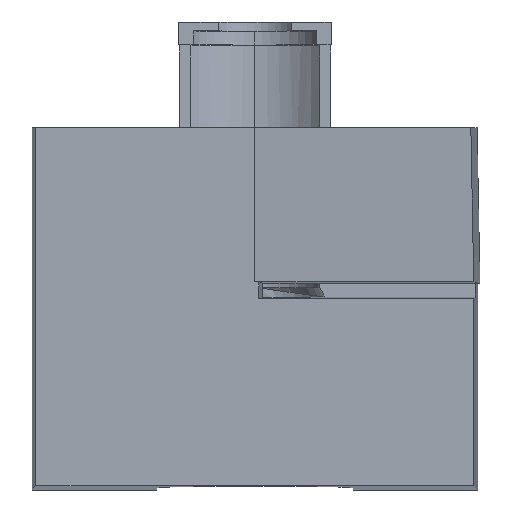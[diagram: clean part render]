
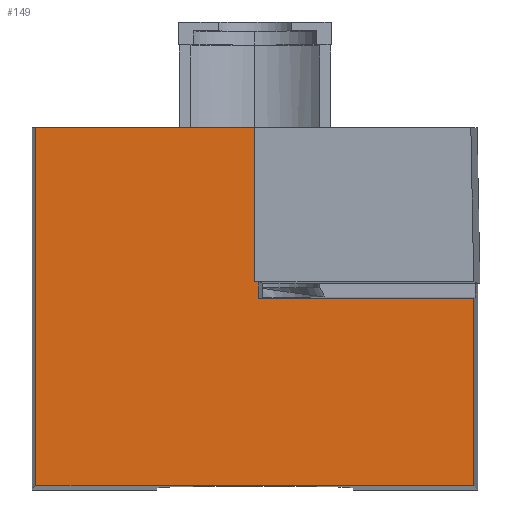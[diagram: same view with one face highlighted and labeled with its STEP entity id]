
A CAD part, top view. The second image highlights one B-rep face of the part: STEP entity #149.
In plain terms, the highlighted planar face has unit normal (0, 0, 1).
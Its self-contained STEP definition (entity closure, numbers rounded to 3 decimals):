
#149=ADVANCED_FACE('',(#357),#358,.T.);
#357=FACE_OUTER_BOUND('',#619,.T.);
#358=PLANE('',#620);
#619=EDGE_LOOP('',(#1025,#1026,#1027,#1028,#1029,#1030,#1031,#1032));
#620=AXIS2_PLACEMENT_3D('',#1033,#1034,#1035);
#1025=ORIENTED_EDGE('',*,*,#1753,.T.);
#1026=ORIENTED_EDGE('',*,*,#1700,.F.);
#1027=ORIENTED_EDGE('',*,*,#1751,.F.);
#1028=ORIENTED_EDGE('',*,*,#1743,.F.);
#1029=ORIENTED_EDGE('',*,*,#1754,.T.);
#1030=ORIENTED_EDGE('',*,*,#1755,.T.);
#1031=ORIENTED_EDGE('',*,*,#1756,.T.);
#1032=ORIENTED_EDGE('',*,*,#1757,.F.);
#1033=CARTESIAN_POINT('',(-20.,-0.5,10.5));
#1034=DIRECTION('',(0.0,0.0,1.0));
#1035=DIRECTION('',(0.0,-1.0,0.0));
#1700=EDGE_CURVE('',#2077,#2079,#2080,.T.);
#1743=EDGE_CURVE('',#2145,#2147,#2148,.T.);
#1751=EDGE_CURVE('',#2147,#2077,#2158,.T.);
#1753=EDGE_CURVE('',#2160,#2079,#2161,.F.);
#1754=EDGE_CURVE('',#2145,#2162,#2163,.T.);
#1755=EDGE_CURVE('',#2162,#2164,#2165,.F.);
#1756=EDGE_CURVE('',#2164,#2166,#2167,.F.);
#1757=EDGE_CURVE('',#2160,#2166,#2168,.F.);
#2077=VERTEX_POINT('',#2602);
#2079=VERTEX_POINT('',#2605);
#2080=LINE('',#2606,#2607);
#2145=VERTEX_POINT('',#2711);
#2147=VERTEX_POINT('',#2714);
#2148=LINE('',#2715,#2716);
#2158=LINE('',#2731,#2732);
#2160=VERTEX_POINT('',#2734);
#2161=LINE('',#2735,#2736);
#2162=VERTEX_POINT('',#2737);
#2163=LINE('',#2738,#2739);
#2164=VERTEX_POINT('',#2740);
#2165=LINE('',#2741,#2742);
#2166=VERTEX_POINT('',#2743);
#2167=LINE('',#2744,#2745);
#2168=LINE('',#2746,#2747);
#2602=CARTESIAN_POINT('',(-19.651,-0.5,10.5));
#2605=CARTESIAN_POINT('',(0.,-0.5,10.5));
#2606=CARTESIAN_POINT('',(-10.,-0.5,10.5));
#2607=VECTOR('',#3253,1.0);
#2711=CARTESIAN_POINT('',(19.656,-32.651,10.5));
#2714=CARTESIAN_POINT('',(-19.651,-32.651,10.5));
#2715=CARTESIAN_POINT('',(0.603,-32.651,10.5));
#2716=VECTOR('',#3303,1.0);
#2731=CARTESIAN_POINT('',(-19.651,-45.1,10.5));
#2732=VECTOR('',#3309,1.0);
#2734=CARTESIAN_POINT('',(0.,-14.346,10.5));
#2735=CARTESIAN_POINT('',(0.,-0.5,10.5));
#2736=VECTOR('',#3310,1.0);
#2737=CARTESIAN_POINT('',(19.651,-15.855,10.5));
#2738=CARTESIAN_POINT('',(19.649,-7.415,10.5));
#2739=VECTOR('',#3311,1.0);
#2740=CARTESIAN_POINT('',(0.336,-15.855,10.5));
#2741=CARTESIAN_POINT('',(-11.35,-15.855,10.5));
#2742=VECTOR('',#3312,1.0);
#2743=CARTESIAN_POINT('',(0.363,-14.346,10.5));
#2744=CARTESIAN_POINT('',(0.48,-7.676,10.5));
#2745=VECTOR('',#3313,1.0);
#2746=CARTESIAN_POINT('',(0.705,-14.346,10.5));
#2747=VECTOR('',#3314,1.0);
#3253=DIRECTION('',(1.0,0.,0.0));
#3303=DIRECTION('',(-1.0,0.,0.0));
#3309=DIRECTION('',(0.,1.0,0.0));
#3310=DIRECTION('',(0.,-1.0,0.0));
#3311=DIRECTION('',(0.,1.,0.0));
#3312=DIRECTION('',(1.0,0.,0.0));
#3313=DIRECTION('',(-0.017,-1.,0.0));
#3314=DIRECTION('',(-1.0,0.,0.0));
